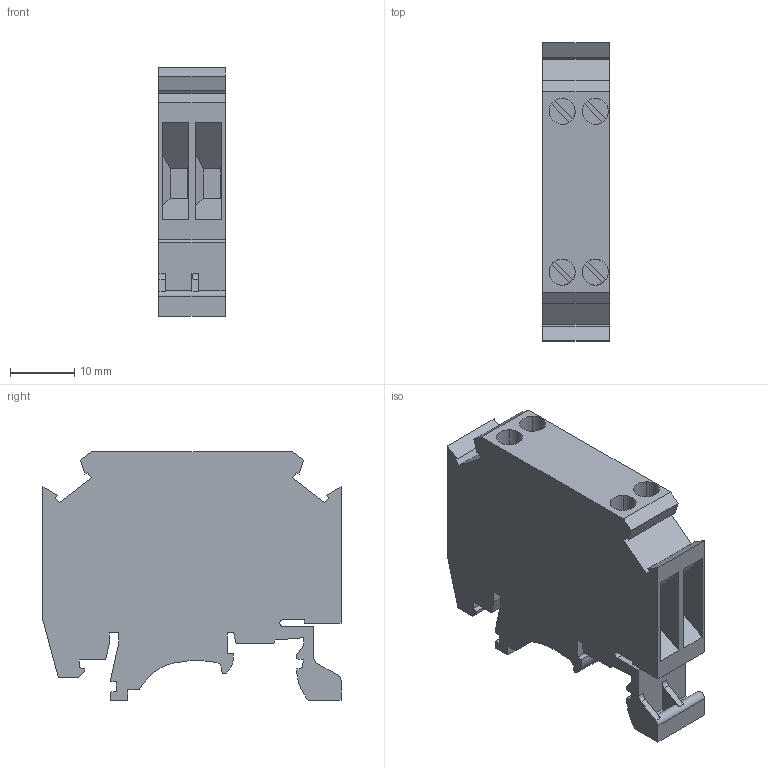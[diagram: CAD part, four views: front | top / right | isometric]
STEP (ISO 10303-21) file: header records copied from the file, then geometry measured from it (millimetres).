
FILE_DESCRIPTION(('Creo Elements/Direct Modeling STEP Export'),'2;1');
FILE_NAME('model.stp','2019-02-18T 8:56:18',(''),(''),'Creo Elements/Direct Modeling STEP processor for AP214 (Solid Model)','Creo Elements/Direct Modeling 20.1A 29-Sep-2018 (C) Parametric Technology GmbH','');
FILE_SCHEMA(('AUTOMOTIVE_DESIGN { 1 0 10303 214 1 1 1 1 }'));
Length unit declared in the file: millimetre
Products named in the file (2): MTKD...-select
Assembly tree (1 placements, depth 2):
  MTKD...-select
    MTKD...-select
Bounding box: 10.3 x 46.35 x 38.7 mm (x, y, z)
Volume: 12906.6 mm3; surface area: 6723.1 mm2
Topology: 1 solids, 1 shells, 152 faces, 414 edges, 272 vertices
Faces by surface type: plane 134, cylinder 18
Entity records: 5892 total; most frequent: ORIENTED_EDGE 828, CARTESIAN_POINT 818, DIRECTION 737, EDGE_CURVE 414, VECTOR 355, LINE 355, VERTEX_POINT 272, AXIS2_PLACEMENT_3D 191
